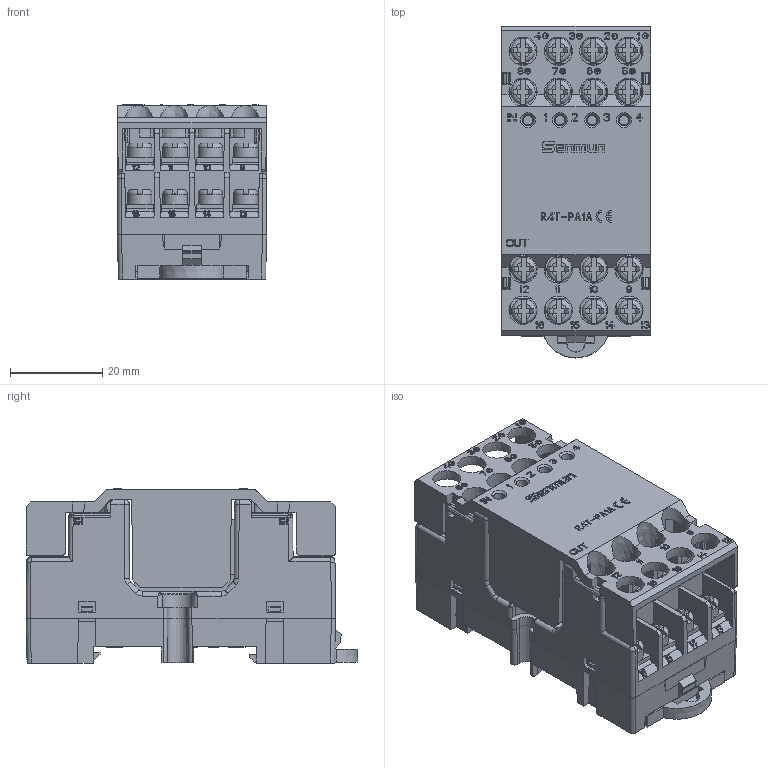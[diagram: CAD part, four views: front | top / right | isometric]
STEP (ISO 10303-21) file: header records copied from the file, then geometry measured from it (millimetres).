
FILE_DESCRIPTION(/* description */ (''),/* implementation_level */ '2;1');
FILE_NAME(/* name */ 'R4T-PA1A.stp',/* time_stamp */ '2024-08-14T15:41:51+08:00',/* author */ (''),/* organization */ (''),/* preprocessor_version */ 'ST-DEVELOPER v14',/* originating_system */ 'SIEMENS PLM Software NX 8.0',/* authorisation */ '');
FILE_SCHEMA (('AUTOMOTIVE_DESIGN { 1 0 10303 214 3 1 1 1 }'));
Products named in the file (1): Admi089C3F336mns
Bounding box: 32.3 x 71.85 x 37.7 mm (x, y, z)
Volume: 51170.7 mm3; surface area: 36752.9 mm2
Topology: 1 solids, 33 shells, 4537 faces, 12641 edges, 8341 vertices
Faces by surface type: plane 3967, cylinder 394, cone 66, bspline 54, torus 42, sphere 8, extrusion 6
Full cylindrical faces by diameter (mm): 1.2 x8, 1.3 x8, 2 x16, 2.09 x4, 5.3 x16
Entity records: 145929 total; most frequent: CARTESIAN_POINT 30085, ORIENTED_EDGE 25022, DIRECTION 22096, EDGE_CURVE 12511, VECTOR 10800, LINE 10794, VERTEX_POINT 8303, AXIS2_PLACEMENT_3D 5648
